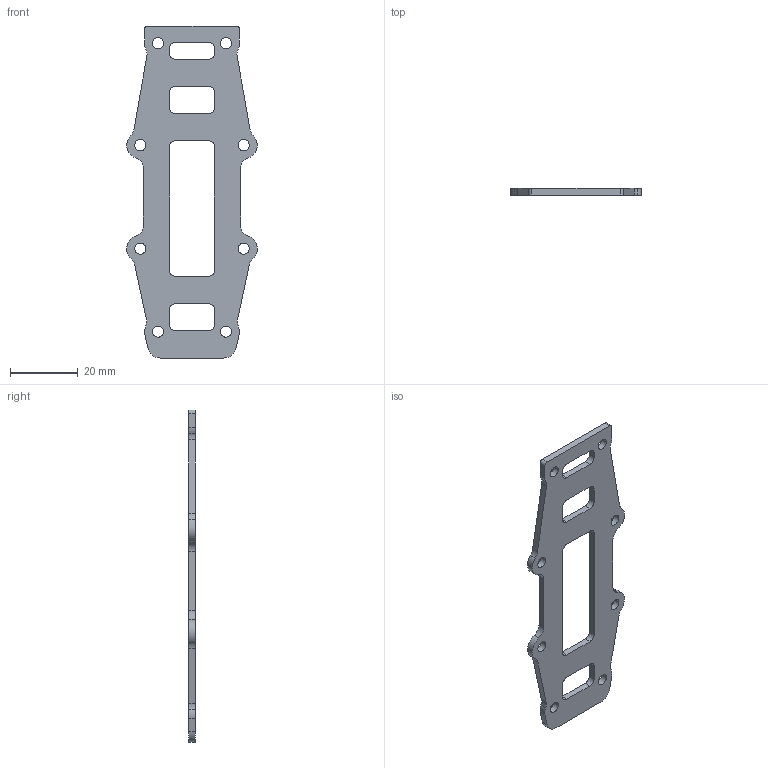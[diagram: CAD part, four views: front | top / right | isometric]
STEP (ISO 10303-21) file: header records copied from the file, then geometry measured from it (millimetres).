
FILE_DESCRIPTION((''),'2;1');
FILE_NAME('PMP1','2026-01-14T14:28:17',('james'),(''),'CREO PARAMETRIC BY PTC INC, 2023294','CREO PARAMETRIC BY PTC INC, 2023294','');
FILE_SCHEMA(('CONFIG_CONTROL_DESIGN'));
Length unit declared in the file: millimetre
Products named in the file (1): PMP1
Bounding box: 38.48 x 2 x 97.86 mm (x, y, z)
Volume: 4247.4 mm3; surface area: 5361.6 mm2
Topology: 1 solids, 1 shells, 86 faces, 252 edges, 168 vertices
Faces by surface type: cylinder 56, plane 30
Entity records: 2994 total; most frequent: DIRECTION 536, CARTESIAN_POINT 506, ORIENTED_EDGE 504, EDGE_CURVE 252, AXIS2_PLACEMENT_3D 198, VERTEX_POINT 168, VECTOR 140, LINE 140
